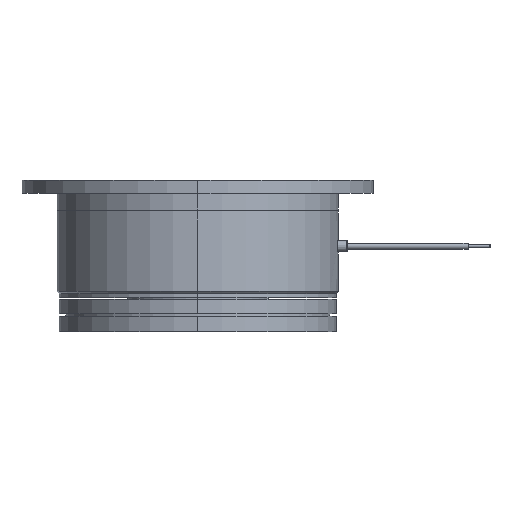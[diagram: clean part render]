
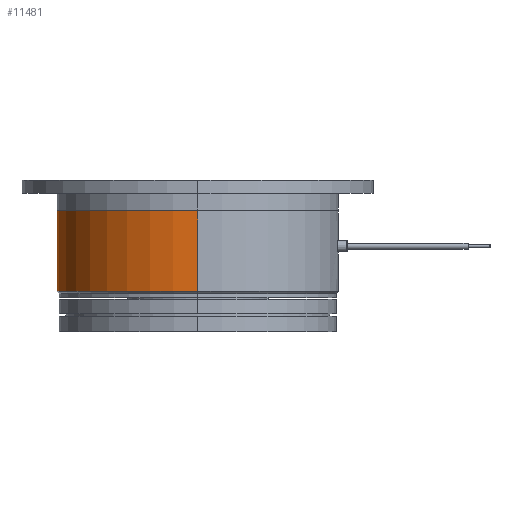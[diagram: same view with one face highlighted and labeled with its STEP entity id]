
A CAD part, left-side view. The second image highlights one B-rep face of the part: STEP entity #11481.
In plain terms, the highlighted cylindrical face has radius 32 mm (diameter 64 mm), a partial arc.
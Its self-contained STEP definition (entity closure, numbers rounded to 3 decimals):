
#13 = EDGE_CURVE ( 'NONE', #8216, #6110, #4529, .T. ) ;
#740 = CARTESIAN_POINT ( 'NONE',  ( 0., 0., -25.3 ) ) ;
#1059 = CYLINDRICAL_SURFACE ( 'NONE', #11330, 32. ) ;
#1094 = VERTEX_POINT ( 'NONE', #8863 ) ;
#1343 = FACE_OUTER_BOUND ( 'NONE', #10205, .T. ) ;
#1409 = CARTESIAN_POINT ( 'NONE',  ( -32., 0., -2.374 ) ) ;
#1832 = DIRECTION ( 'NONE',  ( 0., 0., 1. ) ) ;
#1882 = DIRECTION ( 'NONE',  ( 1., 0., 0. ) ) ;
#2703 = CARTESIAN_POINT ( 'NONE',  ( 0., 0., -7. ) ) ;
#3270 = LINE ( 'NONE', #1409, #4368 ) ;
#3316 = EDGE_CURVE ( 'NONE', #5113, #6110, #3270, .T. ) ;
#3500 = DIRECTION ( 'NONE',  ( 0., 0., 1. ) ) ;
#3618 = DIRECTION ( 'NONE',  ( 1., 0., 0. ) ) ;
#4368 = VECTOR ( 'NONE', #5018, 1000. ) ;
#4529 = CIRCLE ( 'NONE', #8081, 32. ) ;
#4906 = CIRCLE ( 'NONE', #6787, 32. ) ;
#5018 = DIRECTION ( 'NONE',  ( 0., 0., 1. ) ) ;
#5113 = VERTEX_POINT ( 'NONE', #9116 ) ;
#5167 = CARTESIAN_POINT ( 'NONE',  ( 32., 0., -7. ) ) ;
#5526 = DIRECTION ( 'NONE',  ( 0., 0., 1. ) ) ;
#5555 = ORIENTED_EDGE ( 'NONE', *, *, #8783, .T. ) ;
#6110 = VERTEX_POINT ( 'NONE', #8479 ) ;
#6261 = ORIENTED_EDGE ( 'NONE', *, *, #10893, .F. ) ;
#6339 = CARTESIAN_POINT ( 'NONE',  ( 32., 0., -2.374 ) ) ;
#6513 = ORIENTED_EDGE ( 'NONE', *, *, #3316, .T. ) ;
#6787 = AXIS2_PLACEMENT_3D ( 'NONE', #740, #10053, #3618 ) ;
#8081 = AXIS2_PLACEMENT_3D ( 'NONE', #2703, #1832, #1882 ) ;
#8216 = VERTEX_POINT ( 'NONE', #5167 ) ;
#8479 = CARTESIAN_POINT ( 'NONE',  ( -32., 0., -7. ) ) ;
#8558 = ORIENTED_EDGE ( 'NONE', *, *, #13, .F. ) ;
#8783 = EDGE_CURVE ( 'NONE', #1094, #5113, #4906, .T. ) ;
#8840 = VECTOR ( 'NONE', #5526, 1000. ) ;
#8863 = CARTESIAN_POINT ( 'NONE',  ( 32., 0., -25.3 ) ) ;
#9116 = CARTESIAN_POINT ( 'NONE',  ( -32., 0., -25.3 ) ) ;
#10053 = DIRECTION ( 'NONE',  ( 0., 0., 1. ) ) ;
#10205 = EDGE_LOOP ( 'NONE', ( #5555, #6513, #8558, #6261 ) ) ;
#10724 = DIRECTION ( 'NONE',  ( 1., 0., 0. ) ) ;
#10832 = LINE ( 'NONE', #6339, #8840 ) ;
#10893 = EDGE_CURVE ( 'NONE', #1094, #8216, #10832, .T. ) ;
#11330 = AXIS2_PLACEMENT_3D ( 'NONE', #11594, #3500, #10724 ) ;
#11481 = ADVANCED_FACE ( 'NONE', ( #1343 ), #1059, .T. ) ;
#11594 = CARTESIAN_POINT ( 'NONE',  ( 0., 0., -2.374 ) ) ;
